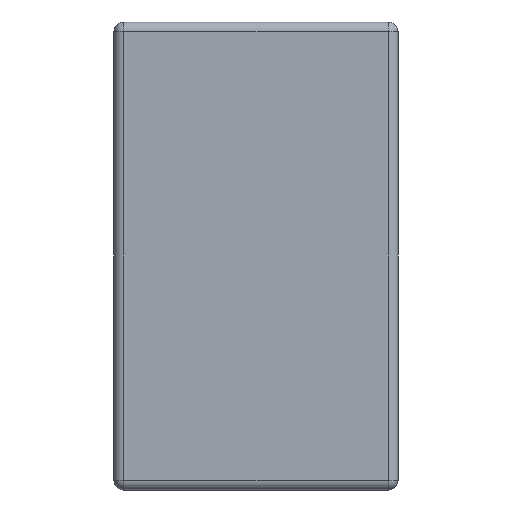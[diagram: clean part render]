
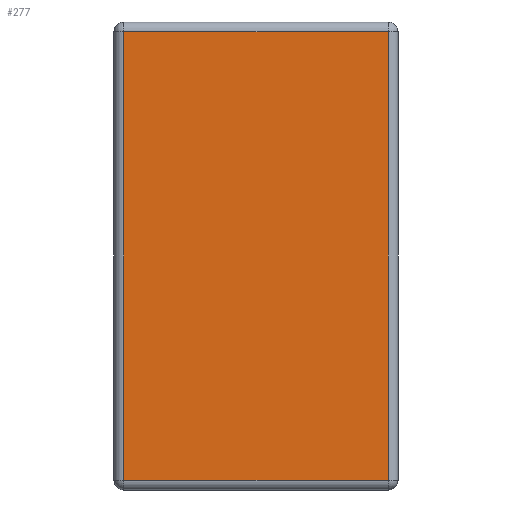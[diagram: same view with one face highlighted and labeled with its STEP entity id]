
A CAD part, left-side view. The second image highlights one B-rep face of the part: STEP entity #277.
In plain terms, the highlighted planar face has unit normal (-1, 0, 0).
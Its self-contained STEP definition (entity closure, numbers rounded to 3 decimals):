
#277=ADVANCED_FACE('NONE',(#614),#615,.T.);
#614=FACE_OUTER_BOUND('',#1016,.T.);
#615=PLANE('',#1017);
#1016=EDGE_LOOP('',(#1722,#1723,#1724,#1725));
#1017=AXIS2_PLACEMENT_3D('',#1726,#1727,#1728);
#1722=ORIENTED_EDGE('',*,*,#2556,.T.);
#1723=ORIENTED_EDGE('',*,*,#2557,.T.);
#1724=ORIENTED_EDGE('',*,*,#2558,.T.);
#1725=ORIENTED_EDGE('',*,*,#2559,.T.);
#1726=CARTESIAN_POINT('',(0.0,0.0,0.0));
#1727=DIRECTION('',(-1.0,0.0,0.0));
#1728=DIRECTION('',(0.0,0.0,1.0));
#2556=EDGE_CURVE('NONE',#3102,#3103,#3104,.T.);
#2557=EDGE_CURVE('NONE',#3103,#3105,#3106,.T.);
#2558=EDGE_CURVE('NONE',#3105,#3107,#3108,.T.);
#2559=EDGE_CURVE('NONE',#3107,#3102,#3109,.T.);
#3102=VERTEX_POINT('NONE',#3978);
#3103=VERTEX_POINT('NONE',#3979);
#3104=LINE('',#3980,#3981);
#3105=VERTEX_POINT('NONE',#3982);
#3106=LINE('',#3983,#3984);
#3107=VERTEX_POINT('NONE',#3985);
#3108=LINE('',#3986,#3987);
#3109=LINE('',#3988,#3989);
#3978=CARTESIAN_POINT('',(0.0,0.85,-1.42));
#3979=CARTESIAN_POINT('',(0.0,0.03,-1.42));
#3980=CARTESIAN_POINT('',(0.0,0.0,-1.42));
#3981=VECTOR('',#4564,1000.0);
#3982=CARTESIAN_POINT('',(0.0,0.03,-0.03));
#3983=CARTESIAN_POINT('',(0.0,0.03,0.0));
#3984=VECTOR('',#4565,1000.0);
#3985=CARTESIAN_POINT('',(0.0,0.85,-0.03));
#3986=CARTESIAN_POINT('',(0.0,0.88,-0.03));
#3987=VECTOR('',#4566,1000.0);
#3988=CARTESIAN_POINT('',(0.0,0.85,-1.45));
#3989=VECTOR('',#4567,1000.0);
#4564=DIRECTION('',(-0.0,-1.0,-0.0));
#4565=DIRECTION('',(-0.0,-0.0,1.0));
#4566=DIRECTION('',(-0.0,1.0,-0.0));
#4567=DIRECTION('',(-0.0,0.0,-1.0));
